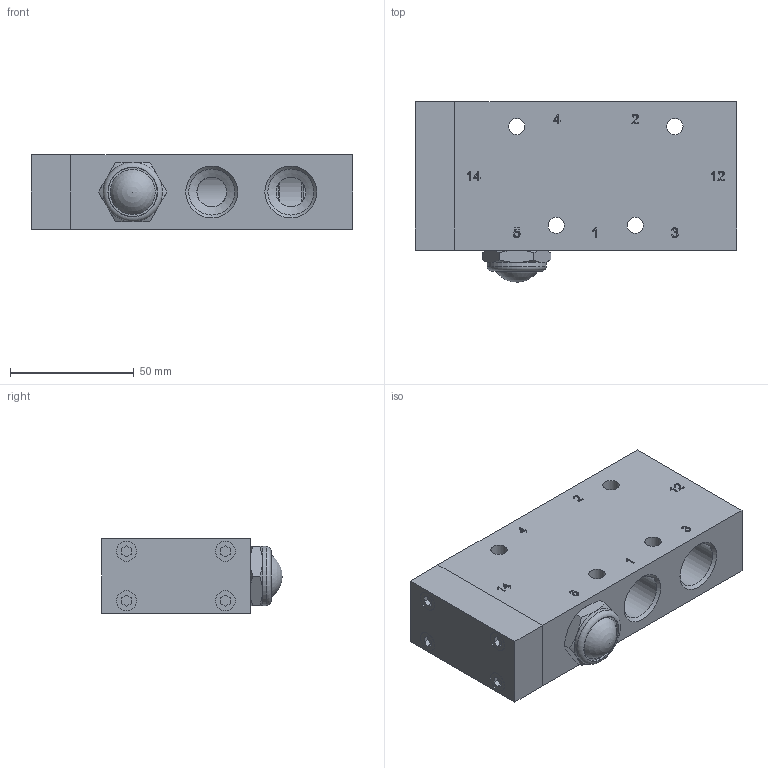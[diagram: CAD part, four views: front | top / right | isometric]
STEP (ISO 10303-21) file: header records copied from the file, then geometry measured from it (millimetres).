
FILE_DESCRIPTION(/* description */ ('Unknown'),/* implementation_level */ '2;1');
FILE_NAME(/* name */ 'P 411 121',/* time_stamp */ '2019-01-07T13:35:06+01:00',/* author */ ('Unknown'),/* organization */ ('Unknown'),/* preprocessor_version */ 'ST-DEVELOPER v16.7',/* originating_system */ 'DEX',/* authorisation */ $);
FILE_SCHEMA (('AUTOMOTIVE_DESIGN {1 0 10303 214 3 1 1}'));
Length unit declared in the file: millimetre
Products named in the file (2): P 411 121
Assembly tree (1 placements, depth 2):
  P 411 121
    P 411 121
Bounding box: 130 x 73 x 30 mm (x, y, z)
Volume: 166623.8 mm3; surface area: 50195 mm2
Topology: 4 solids, 4 shells, 394 faces, 1022 edges, 669 vertices
Faces by surface type: plane 205, bspline 72, cylinder 66, cone 46, torus 3, sphere 2
Full cylindrical faces by diameter (mm): 1.6 x1, 4.134 x8, 6.6 x4, 8 x4, 8.566 x2, 12 x6, 15.2 x1, 16.5 x1, 17 x1, 17.548 x1, 18.631 x10, 19.8 x1, 20.955 x1, 22 x5, 22.1 x1, 24 x1
Entity records: 14978 total; most frequent: CARTESIAN_POINT 3642, ORIENTED_EDGE 1808, DIRECTION 1494, EDGE_CURVE 904, VERTEX_POINT 634, LINE 548, VECTOR 548, FACE_BOUND 532
